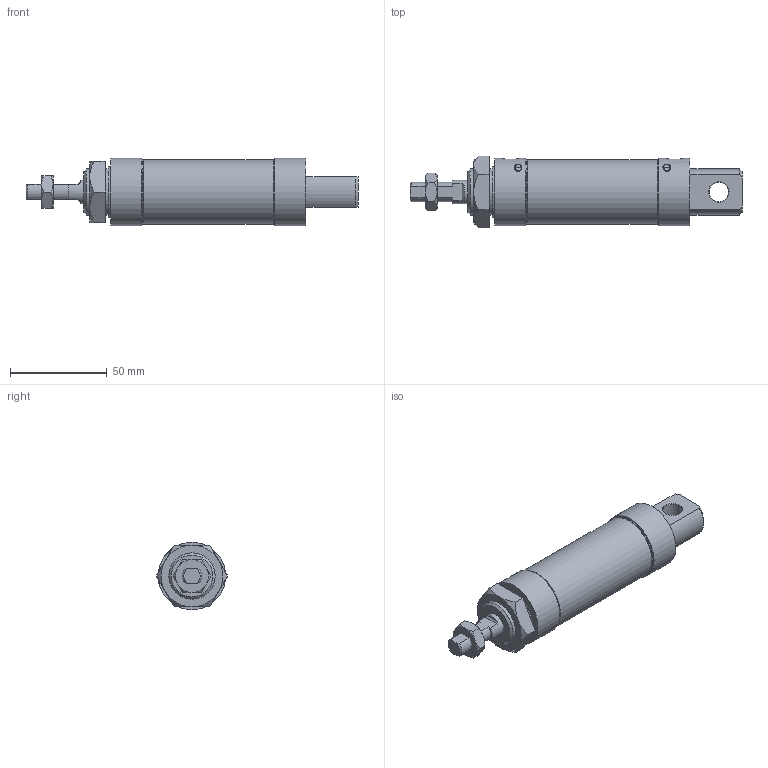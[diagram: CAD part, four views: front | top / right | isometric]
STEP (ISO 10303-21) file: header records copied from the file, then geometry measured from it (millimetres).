
FILE_DESCRIPTION( ( 'STEP AP214' ), '1' );
FILE_NAME( 'RAC32X25-0-S___0_.stp', '2021-11-30T05:18:34', ( '' ), ( '' ), ' ', 'PARTsolutions', ' ' );
FILE_SCHEMA( ( 'AUTOMOTIVE_DESIGN { 1 0 10303 214 1 1 1 1 }' ) );
Length unit declared in the file: millimetre
Products named in the file (3): RAC32X25-0-S()(0); _C32X25()_body; _32x25_rod
Assembly tree (2 placements, depth 2):
  RAC32X25-0-S()(0)
    _C32X25()_body
    _32x25_rod
Bounding box: 172 x 36.95 x 35 mm (x, y, z)
Volume: 100315.8 mm3; surface area: 31779.8 mm2
Topology: 2 solids, 2 shells, 115 faces, 246 edges, 156 vertices
Faces by surface type: plane 50, cylinder 34, cone 31
Full cylindrical faces by diameter (mm): 2 x2, 4 x2, 8.566 x2, 10 x1, 12 x2, 16 x1, 24 x2, 26 x1, 27 x2, 33.6 x3, 35 x2
Entity records: 4422 total; most frequent: CARTESIAN_POINT 1141, DIRECTION 478, ORIENTED_EDGE 418, EDGE_CURVE 209, AXIS2_PLACEMENT_3D 205, EDGE_LOOP 171, VERTEX_POINT 148, FACE_OUTER_BOUND 135
